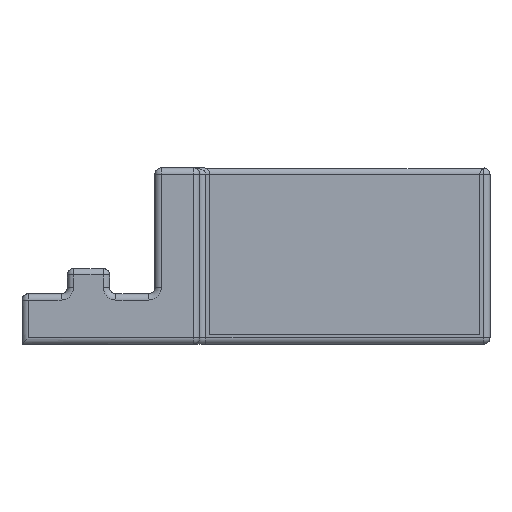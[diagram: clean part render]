
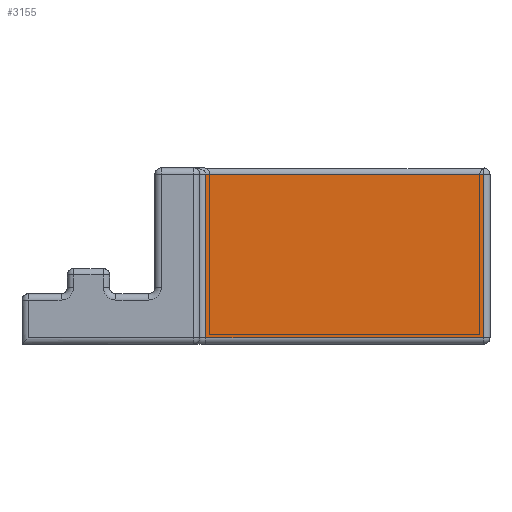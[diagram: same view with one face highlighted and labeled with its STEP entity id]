
A CAD part, front view. The second image highlights one B-rep face of the part: STEP entity #3155.
In plain terms, the highlighted planar face has unit normal (0, -1, 0).
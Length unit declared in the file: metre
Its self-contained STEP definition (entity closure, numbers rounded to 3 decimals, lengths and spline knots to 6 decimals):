
#672=ORIENTED_EDGE('',*,*,#1544,.T.);
#673=ORIENTED_EDGE('',*,*,#1545,.T.);
#674=ORIENTED_EDGE('',*,*,#1546,.T.);
#675=ORIENTED_EDGE('',*,*,#1547,.T.);
#1544=EDGE_CURVE('',#1995,#1996,#2232,.T.);
#1545=EDGE_CURVE('',#1996,#1997,#2233,.T.);
#1546=EDGE_CURVE('',#1997,#1998,#2234,.F.);
#1547=EDGE_CURVE('',#1998,#1995,#2235,.F.);
#1995=VERTEX_POINT('',#5302);
#1996=VERTEX_POINT('',#5303);
#1997=VERTEX_POINT('',#5305);
#1998=VERTEX_POINT('',#5307);
#2232=LINE('',#5301,#2449);
#2233=LINE('',#5304,#2450);
#2234=LINE('',#5306,#2451);
#2235=LINE('',#5308,#2452);
#2449=VECTOR('',#4116,1.);
#2450=VECTOR('',#4117,1.);
#2451=VECTOR('',#4118,1.);
#2452=VECTOR('',#4119,1.);
#2614=EDGE_LOOP('',(#672,#673,#674,#675));
#2885=FACE_BOUND('',#2614,.T.);
#3091=PLANE('',#3428);
#3155=ADVANCED_FACE('',(#2885),#3091,.T.);
#3428=AXIS2_PLACEMENT_3D('',#5300,#4114,#4115);
#4114=DIRECTION('',(0.,-1.,0.));
#4115=DIRECTION('',(1.,0.,0.));
#4116=DIRECTION('',(-1.,0.,0.));
#4117=DIRECTION('',(0.,0.,-1.));
#4118=DIRECTION('',(-1.,0.,0.));
#4119=DIRECTION('',(0.,0.,-1.));
#5300=CARTESIAN_POINT('',(0.,-0.2343,0.0015));
#5301=CARTESIAN_POINT('',(0.,-0.2343,0.027));
#5302=CARTESIAN_POINT('',(0.02205,-0.2343,0.027));
#5303=CARTESIAN_POINT('',(-0.02205,-0.2343,0.027));
#5304=CARTESIAN_POINT('',(-0.02205,-0.2343,0.0015));
#5305=CARTESIAN_POINT('',(-0.02205,-0.2343,0.001));
#5306=CARTESIAN_POINT('',(0.02305,-0.2343,0.001));
#5307=CARTESIAN_POINT('',(0.02205,-0.2343,0.001));
#5308=CARTESIAN_POINT('',(0.02205,-0.2343,0.027));
